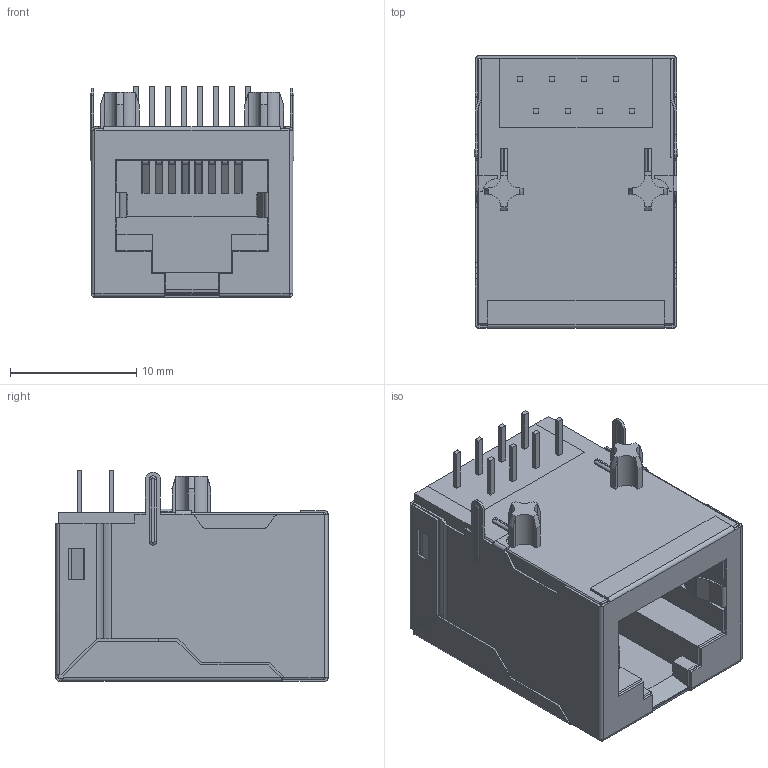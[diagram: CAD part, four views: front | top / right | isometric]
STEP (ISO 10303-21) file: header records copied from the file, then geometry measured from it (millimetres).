
FILE_DESCRIPTION(/* description */ ('Unknown'),/* implementation_level */ '2;1');
FILE_NAME(/* name */ '74990100011A',/* time_stamp */ '2020-07-14T13:52:19+02:00',/* author */ ('Unknown'),/* organization */ ('Unknown'),/* preprocessor_version */ 'ST-DEVELOPER v16.7',/* originating_system */ 'DEX',/* authorisation */ $);
FILE_SCHEMA (('AUTOMOTIVE_DESIGN {1 0 10303 214 3 1 1}'));
Length unit declared in the file: millimetre
Products named in the file (3): 74990100011A; shielding; insulator
Assembly tree (2 placements, depth 2):
  74990100011A
    shielding
    insulator
Bounding box: 16.18 x 21.6 x 16.71 mm (x, y, z)
Volume: 3348.9 mm3; surface area: 5351.2 mm2
Topology: 2 solids, 2 shells, 600 faces, 1599 edges, 1026 vertices
Faces by surface type: plane 406, cylinder 146, bspline 28, torus 8, cone 8, sphere 4
Entity records: 21243 total; most frequent: CARTESIAN_POINT 4615, ORIENTED_EDGE 3188, DIRECTION 2840, EDGE_CURVE 1594, LINE 1126, VECTOR 1126, VERTEX_POINT 1026, AXIS2_PLACEMENT_3D 857
